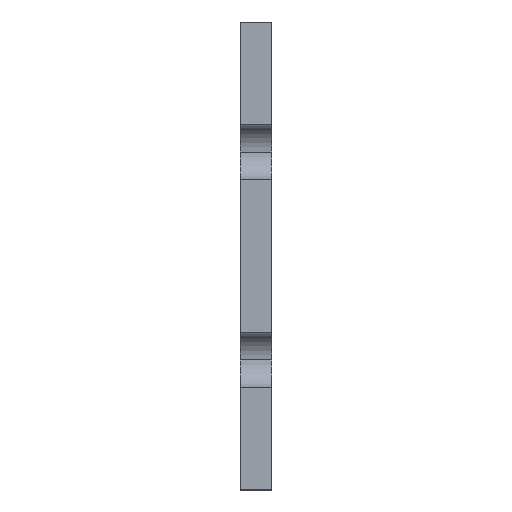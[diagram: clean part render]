
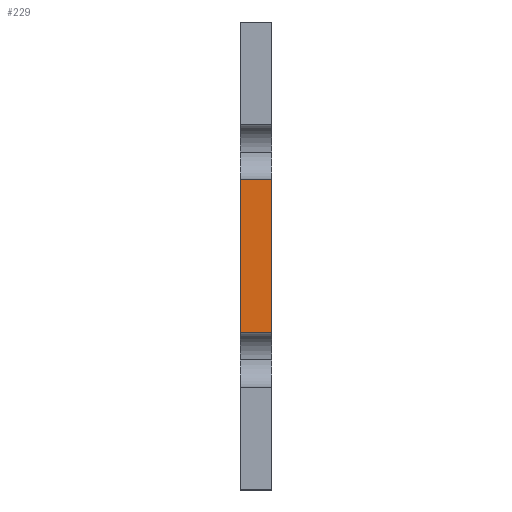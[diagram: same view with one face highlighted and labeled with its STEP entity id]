
A CAD part, left-side view. The second image highlights one B-rep face of the part: STEP entity #229.
In plain terms, the highlighted planar face has unit normal (-1, 0, 0).
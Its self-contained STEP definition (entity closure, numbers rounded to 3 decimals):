
#2 = FACE_OUTER_BOUND ( 'NONE', #592, .T. ) ;
#10 = ORIENTED_EDGE ( 'NONE', *, *, #466, .F. ) ;
#81 = VECTOR ( 'NONE', #772, 1000. ) ;
#128 = DIRECTION ( 'NONE',  ( 1., 0., 0. ) ) ;
#171 = ORIENTED_EDGE ( 'NONE', *, *, #275, .T. ) ;
#180 = CARTESIAN_POINT ( 'NONE',  ( -261.5, 3., -7.35 ) ) ;
#193 = CARTESIAN_POINT ( 'NONE',  ( -261.5, 3., 7.35 ) ) ;
#204 = CARTESIAN_POINT ( 'NONE',  ( -261.5, 0., -7.35 ) ) ;
#205 = VECTOR ( 'NONE', #284, 1000. ) ;
#228 = CARTESIAN_POINT ( 'NONE',  ( -261.5, 0., 7.35 ) ) ;
#229 = ADVANCED_FACE ( 'NONE', ( #2 ), #813, .F. ) ;
#248 = VERTEX_POINT ( 'NONE', #193 ) ;
#250 = CARTESIAN_POINT ( 'NONE',  ( -261.5, 0., 7.35 ) ) ;
#275 = EDGE_CURVE ( 'NONE', #627, #291, #589, .T. ) ;
#284 = DIRECTION ( 'NONE',  ( 0., -1., 0. ) ) ;
#291 = VERTEX_POINT ( 'NONE', #204 ) ;
#308 = DIRECTION ( 'NONE',  ( 0., 0., 1. ) ) ;
#322 = EDGE_CURVE ( 'NONE', #291, #368, #415, .T. ) ;
#368 = VERTEX_POINT ( 'NONE', #250 ) ;
#413 = VECTOR ( 'NONE', #787, 1000. ) ;
#415 = LINE ( 'NONE', #228, #81 ) ;
#466 = EDGE_CURVE ( 'NONE', #627, #248, #473, .T. ) ;
#473 = LINE ( 'NONE', #699, #852 ) ;
#480 = DIRECTION ( 'NONE',  ( 0., 0., -1. ) ) ;
#545 = CARTESIAN_POINT ( 'NONE',  ( -261.5, 3., -7.35 ) ) ;
#556 = EDGE_CURVE ( 'NONE', #248, #368, #773, .T. ) ;
#589 = LINE ( 'NONE', #545, #205 ) ;
#592 = EDGE_LOOP ( 'NONE', ( #723, #603, #10, #171 ) ) ;
#603 = ORIENTED_EDGE ( 'NONE', *, *, #556, .F. ) ;
#627 = VERTEX_POINT ( 'NONE', #180 ) ;
#649 = AXIS2_PLACEMENT_3D ( 'NONE', #801, #128, #480 ) ;
#699 = CARTESIAN_POINT ( 'NONE',  ( -261.5, 3., 7.35 ) ) ;
#723 = ORIENTED_EDGE ( 'NONE', *, *, #322, .T. ) ;
#772 = DIRECTION ( 'NONE',  ( 0., 0., 1. ) ) ;
#773 = LINE ( 'NONE', #862, #413 ) ;
#787 = DIRECTION ( 'NONE',  ( 0., -1., 0. ) ) ;
#801 = CARTESIAN_POINT ( 'NONE',  ( -261.5, 3., 7.35 ) ) ;
#813 = PLANE ( 'NONE',  #649 ) ;
#852 = VECTOR ( 'NONE', #308, 1000. ) ;
#862 = CARTESIAN_POINT ( 'NONE',  ( -261.5, 3., 7.35 ) ) ;
